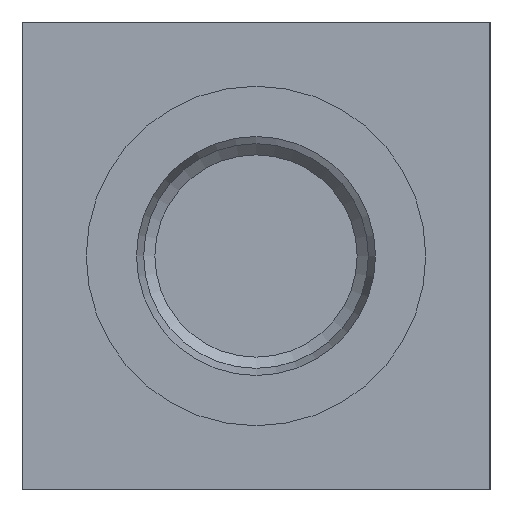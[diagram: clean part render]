
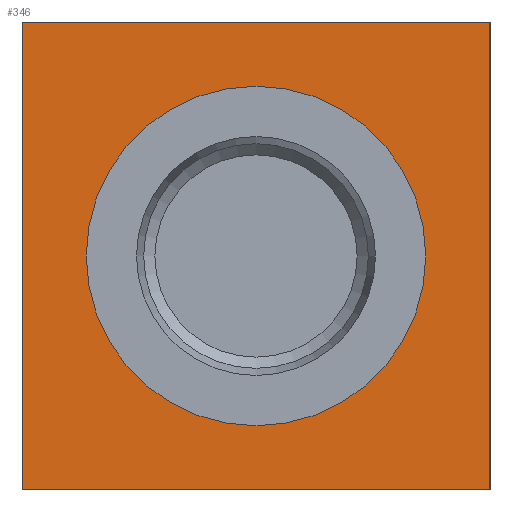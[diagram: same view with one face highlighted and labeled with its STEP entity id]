
A CAD part, left-side view. The second image highlights one B-rep face of the part: STEP entity #346.
In plain terms, the highlighted planar face has unit normal (-1, 0, 0).
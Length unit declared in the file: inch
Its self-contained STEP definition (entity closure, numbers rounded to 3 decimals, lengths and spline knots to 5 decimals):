
#346 = ADVANCED_FACE( '', ( #868, #869 ), #870, .F. );
#868 = FACE_BOUND( '', #1621, .T. );
#869 = FACE_OUTER_BOUND( '', #1622, .T. );
#870 = PLANE( '', #1623 );
#1621 = EDGE_LOOP( '', ( #2576 ) );
#1622 = EDGE_LOOP( '', ( #2577, #2578, #2579, #2580 ) );
#1623 = AXIS2_PLACEMENT_3D( '', #2581, #2582, #2583 );
#2576 = ORIENTED_EDGE( '', *, *, #4071, .T. );
#2577 = ORIENTED_EDGE( '', *, *, #4072, .F. );
#2578 = ORIENTED_EDGE( '', *, *, #4073, .F. );
#2579 = ORIENTED_EDGE( '', *, *, #4028, .F. );
#2580 = ORIENTED_EDGE( '', *, *, #4074, .F. );
#2581 = CARTESIAN_POINT( '', ( 0., 0., 0. ) );
#2582 = DIRECTION( '', ( 1., 0., 0. ) );
#2583 = DIRECTION( '', ( 0., 0., -1. ) );
#4028 = EDGE_CURVE( '', #4784, #4785, #4786, .T. );
#4071 = EDGE_CURVE( '', #4855, #4855, #4856, .T. );
#4072 = EDGE_CURVE( '', #4857, #4858, #4859, .T. );
#4073 = EDGE_CURVE( '', #4785, #4857, #4860, .T. );
#4074 = EDGE_CURVE( '', #4858, #4784, #4861, .T. );
#4784 = VERTEX_POINT( '', #5792 );
#4785 = VERTEX_POINT( '', #5793 );
#4786 = LINE( '', #5794, #5795 );
#4855 = VERTEX_POINT( '', #5881 );
#4856 = CIRCLE( '', #5882, 0.816 );
#4857 = VERTEX_POINT( '', #5883 );
#4858 = VERTEX_POINT( '', #5884 );
#4859 = LINE( '', #5885, #5886 );
#4860 = LINE( '', #5887, #5888 );
#4861 = LINE( '', #5889, #5890 );
#5792 = CARTESIAN_POINT( '', ( 0., 0., 2.25 ) );
#5793 = CARTESIAN_POINT( '', ( 0., 0., 0. ) );
#5794 = CARTESIAN_POINT( '', ( 0., 0., 2.25 ) );
#5795 = VECTOR( '', #6864, 39.37008 );
#5881 = CARTESIAN_POINT( '', ( 0., 1.125, 0.309 ) );
#5882 = AXIS2_PLACEMENT_3D( '', #6924, #6925, #6926 );
#5883 = CARTESIAN_POINT( '', ( 0., 2.25, 0. ) );
#5884 = CARTESIAN_POINT( '', ( 0., 2.25, 2.25 ) );
#5885 = CARTESIAN_POINT( '', ( 0., 2.25, 0. ) );
#5886 = VECTOR( '', #6927, 39.37008 );
#5887 = CARTESIAN_POINT( '', ( 0., 0., 0. ) );
#5888 = VECTOR( '', #6928, 39.37008 );
#5889 = CARTESIAN_POINT( '', ( 0., 2.25, 2.25 ) );
#5890 = VECTOR( '', #6929, 39.37008 );
#6864 = DIRECTION( '', ( 0., 0., -1. ) );
#6924 = CARTESIAN_POINT( '', ( 0., 1.125, 1.125 ) );
#6925 = DIRECTION( '', ( 1., 0., 0. ) );
#6926 = DIRECTION( '', ( 0., 0., -1. ) );
#6927 = DIRECTION( '', ( 0., 0., 1. ) );
#6928 = DIRECTION( '', ( 0., 1., 0. ) );
#6929 = DIRECTION( '', ( 0., -1., 0. ) );
